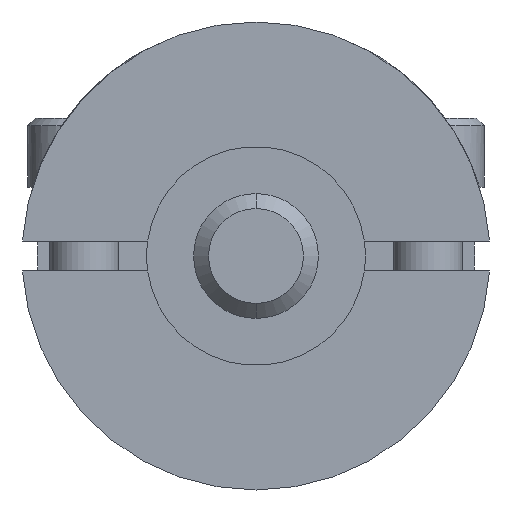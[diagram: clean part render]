
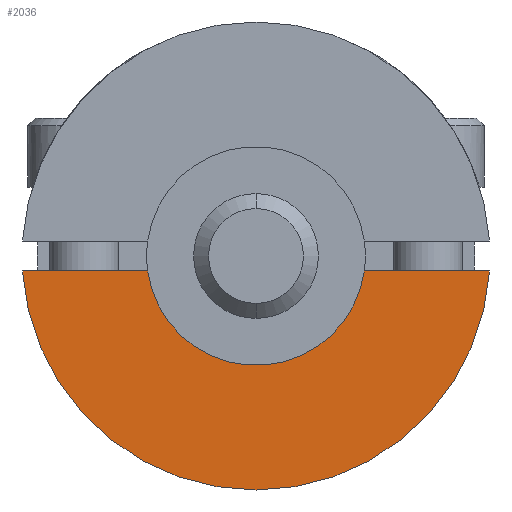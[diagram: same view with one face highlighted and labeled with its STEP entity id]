
A CAD part, front view. The second image highlights one B-rep face of the part: STEP entity #2036.
In plain terms, the highlighted planar face has unit normal (0, -1, 0).
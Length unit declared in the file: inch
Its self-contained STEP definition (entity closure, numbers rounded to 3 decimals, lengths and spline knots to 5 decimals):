
#632=DIRECTION('',(1.,0.,0.));
#633=VECTOR('',#632,0.2506);
#634=CARTESIAN_POINT('',(0.21694,-0.19,-0.03));
#635=LINE('',#634,#633);
#636=CARTESIAN_POINT('',(0.,-0.19,0.));
#637=DIRECTION('',(0.,1.,0.));
#638=DIRECTION('',(0.998,0.,-0.064));
#639=AXIS2_PLACEMENT_3D('',#636,#637,#638);
#641=DIRECTION('',(1.,0.,0.));
#642=VECTOR('',#641,0.2506);
#643=CARTESIAN_POINT('',(-0.46754,-0.19,-0.03));
#644=LINE('',#643,#642);
#645=CARTESIAN_POINT('',(0.,-0.19,0.));
#646=DIRECTION('',(0.,-1.,0.));
#647=DIRECTION('',(-0.991,0.,-0.137));
#648=AXIS2_PLACEMENT_3D('',#645,#646,#647);
#1094=CARTESIAN_POINT('',(0.21694,-0.19,-0.03));
#1095=CARTESIAN_POINT('',(0.46754,-0.19,-0.03));
#1096=VERTEX_POINT('',#1094);
#1097=VERTEX_POINT('',#1095);
#1098=CARTESIAN_POINT('',(-0.46754,-0.19,-0.03));
#1099=VERTEX_POINT('',#1098);
#1100=CARTESIAN_POINT('',(-0.21694,-0.19,-0.03));
#1101=VERTEX_POINT('',#1100);
#2023=CARTESIAN_POINT('',(0.,-0.19,0.));
#2024=DIRECTION('',(0.,1.,0.));
#2025=DIRECTION('',(1.,0.,0.));
#2026=AXIS2_PLACEMENT_3D('',#2023,#2024,#2025);
#2027=PLANE('',#2026);
#2028=ORIENTED_EDGE('',*,*,#1519,.T.);
#2030=ORIENTED_EDGE('',*,*,#2029,.T.);
#2031=ORIENTED_EDGE('',*,*,#1926,.T.);
#2033=ORIENTED_EDGE('',*,*,#2032,.T.);
#2034=EDGE_LOOP('',(#2028,#2030,#2031,#2033));
#2035=FACE_OUTER_BOUND('',#2034,.F.);
#2036=ADVANCED_FACE('',(#2035),#2027,.F.);
#640=CIRCLE('',#639,0.4685);
#649=CIRCLE('',#648,0.219);
#1519=EDGE_CURVE('',#1096,#1097,#635,.T.);
#1926=EDGE_CURVE('',#1099,#1101,#644,.T.);
#2029=EDGE_CURVE('',#1097,#1099,#640,.T.);
#2032=EDGE_CURVE('',#1101,#1096,#649,.T.);
